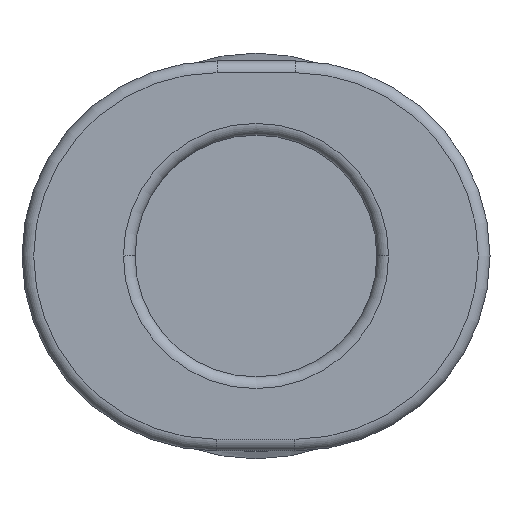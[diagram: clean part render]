
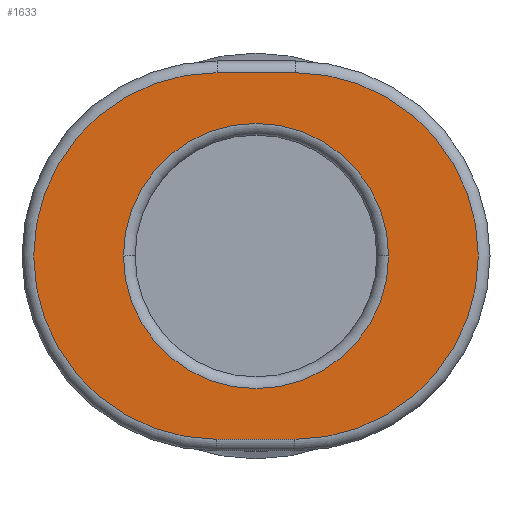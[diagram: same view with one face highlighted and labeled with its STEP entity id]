
A CAD part, front view. The second image highlights one B-rep face of the part: STEP entity #1633.
In plain terms, the highlighted face is planar.
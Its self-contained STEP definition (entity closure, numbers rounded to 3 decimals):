
#595=CARTESIAN_POINT('',(3.4,0.,12.2));
#596=VERTEX_POINT('',#595);
#604=CARTESIAN_POINT('',(-3.4,0.,12.2));
#605=VERTEX_POINT('',#604);
#606=CARTESIAN_POINT('',(0.0,0.,12.2));
#607=DIRECTION('',(0.0,0.0,1.0));
#608=DIRECTION('',(1.0,0.0,0.0));
#609=AXIS2_PLACEMENT_3D('',#606,#607,#608);
#610=CIRCLE('',#609,3.4);
#611=EDGE_CURVE('',#596,#605,#610,.T.);
#1429=CARTESIAN_POINT('',(1.,4.7,12.2));
#1430=VERTEX_POINT('',#1429);
#1431=CARTESIAN_POINT('',(1.0,-4.7,12.2));
#1432=VERTEX_POINT('',#1431);
#1433=CARTESIAN_POINT('',(1.0,0.,12.2));
#1434=DIRECTION('',(0.,0.,-1.0));
#1435=DIRECTION('',(1.0,0.,0.));
#1436=AXIS2_PLACEMENT_3D('',#1433,#1434,#1435);
#1437=CIRCLE('',#1436,4.7);
#1438=EDGE_CURVE('',#1430,#1432,#1437,.T.);
#1473=CARTESIAN_POINT('',(-1.0,-4.7,12.2));
#1474=VERTEX_POINT('',#1473);
#1475=CARTESIAN_POINT('',(1.0,-4.7,12.2));
#1476=DIRECTION('',(-1.0,0.0,0.0));
#1477=VECTOR('',#1476,2.0);
#1478=LINE('',#1475,#1477);
#1479=EDGE_CURVE('',#1432,#1474,#1478,.T.);
#1513=CARTESIAN_POINT('',(-1.,4.7,12.2));
#1514=VERTEX_POINT('',#1513);
#1522=CARTESIAN_POINT('',(-1.,4.7,12.2));
#1523=DIRECTION('',(1.0,0.0,0.0));
#1524=VECTOR('',#1523,2.);
#1525=LINE('',#1522,#1524);
#1526=EDGE_CURVE('',#1514,#1430,#1525,.T.);
#1537=CARTESIAN_POINT('',(-1.0,0.,12.2));
#1538=DIRECTION('',(0.0,0.0,-1.0));
#1539=DIRECTION('',(-1.0,0.0,0.0));
#1540=AXIS2_PLACEMENT_3D('',#1537,#1538,#1539);
#1541=CIRCLE('',#1540,4.7);
#1542=EDGE_CURVE('',#1474,#1514,#1541,.T.);
#1612=CARTESIAN_POINT('',(0.,0.,12.2));
#1613=DIRECTION('',(0.0,0.0,-1.0));
#1614=DIRECTION('',(1.0,0.0,0.0));
#1615=AXIS2_PLACEMENT_3D('',#1612,#1613,#1614);
#1616=PLANE('',#1615);
#1617=ORIENTED_EDGE('',*,*,#1438,.F.);
#1618=ORIENTED_EDGE('',*,*,#1526,.F.);
#1619=ORIENTED_EDGE('',*,*,#1542,.F.);
#1620=ORIENTED_EDGE('',*,*,#1479,.F.);
#1621=EDGE_LOOP('',(#1617,#1618,#1619,#1620));
#1622=FACE_OUTER_BOUND('',#1621,.T.);
#1623=CARTESIAN_POINT('',(0.0,0.,12.2));
#1624=DIRECTION('',(0.0,0.0,1.0));
#1625=DIRECTION('',(1.0,0.0,0.0));
#1626=AXIS2_PLACEMENT_3D('',#1623,#1624,#1625);
#1627=CIRCLE('',#1626,3.4);
#1628=EDGE_CURVE('',#605,#596,#1627,.T.);
#1629=ORIENTED_EDGE('',*,*,#1628,.F.);
#1630=ORIENTED_EDGE('',*,*,#611,.F.);
#1631=EDGE_LOOP('',(#1629,#1630));
#1632=FACE_BOUND('',#1631,.T.);
#1633=ADVANCED_FACE('',(#1622,#1632),#1616,.F.);
